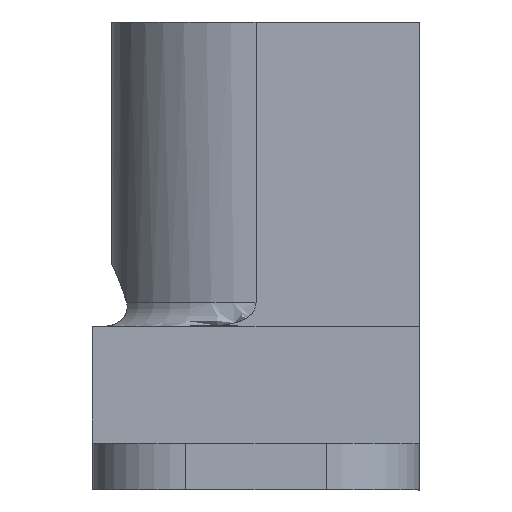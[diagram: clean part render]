
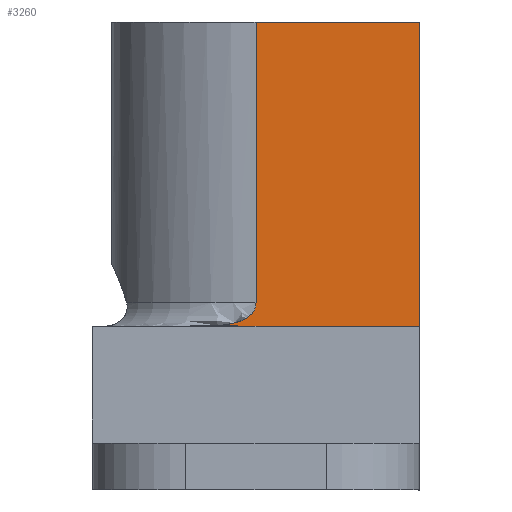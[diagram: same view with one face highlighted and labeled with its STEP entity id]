
A CAD part, front view. The second image highlights one B-rep face of the part: STEP entity #3260.
In plain terms, the highlighted planar face has unit normal (0, -1, 0).
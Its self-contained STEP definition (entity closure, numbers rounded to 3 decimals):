
#123=PLANE('',#3587);
#286=FACE_OUTER_BOUND('',#486,.T.);
#486=EDGE_LOOP('',(#2716,#2717,#2718,#2719,#2720,#2721,#2722));
#631=LINE('',#5182,#867);
#632=LINE('',#5184,#868);
#703=LINE('',#6327,#939);
#720=LINE('',#6441,#956);
#721=LINE('',#6444,#957);
#722=LINE('',#6445,#958);
#867=VECTOR('',#3954,10.);
#868=VECTOR('',#3955,10.);
#939=VECTOR('',#4338,10.);
#956=VECTOR('',#4379,10.);
#957=VECTOR('',#4382,10.);
#958=VECTOR('',#4383,10.);
#1245=B_SPLINE_CURVE_WITH_KNOTS('',3,(#5205,#5206,#5207,#5208),
 .UNSPECIFIED.,.F.,.F.,(4,4),(-0.566,-0.385),
 .UNSPECIFIED.);
#1385=VERTEX_POINT('',#5179);
#1386=VERTEX_POINT('',#5181);
#1387=VERTEX_POINT('',#5183);
#1391=VERTEX_POINT('',#5202);
#1392=VERTEX_POINT('',#5204);
#1542=VERTEX_POINT('',#6439);
#1543=VERTEX_POINT('',#6443);
#1745=EDGE_CURVE('',#1386,#1385,#631,.T.);
#1746=EDGE_CURVE('',#1387,#1386,#632,.T.);
#1751=EDGE_CURVE('',#1392,#1391,#1245,.T.);
#1954=EDGE_CURVE('',#1391,#1387,#703,.T.);
#1977=EDGE_CURVE('',#1385,#1542,#720,.T.);
#1978=EDGE_CURVE('',#1542,#1543,#721,.T.);
#1979=EDGE_CURVE('',#1543,#1392,#722,.T.);
#2716=ORIENTED_EDGE('',*,*,#1978,.T.);
#2717=ORIENTED_EDGE('',*,*,#1979,.T.);
#2718=ORIENTED_EDGE('',*,*,#1751,.T.);
#2719=ORIENTED_EDGE('',*,*,#1954,.T.);
#2720=ORIENTED_EDGE('',*,*,#1746,.T.);
#2721=ORIENTED_EDGE('',*,*,#1745,.T.);
#2722=ORIENTED_EDGE('',*,*,#1977,.T.);
#3260=ADVANCED_FACE('',(#286),#123,.T.);
#3587=AXIS2_PLACEMENT_3D('',#6442,#4380,#4381);
#3954=DIRECTION('',(1.,0.,0.));
#3955=DIRECTION('',(1.,0.,0.));
#4338=DIRECTION('',(1.,0.,0.));
#4379=DIRECTION('',(0.,0.,1.));
#4380=DIRECTION('center_axis',(0.,-1.,0.));
#4381=DIRECTION('ref_axis',(1.,0.,0.));
#4382=DIRECTION('',(-1.,0.,0.));
#4383=DIRECTION('',(0.,0.,-1.));
#5179=CARTESIAN_POINT('',(31.926,150.447,10.885));
#5181=CARTESIAN_POINT('',(28.805,150.447,10.885));
#5182=CARTESIAN_POINT('',(30.676,150.447,10.885));
#5183=CARTESIAN_POINT('',(28.426,150.447,10.885));
#5184=CARTESIAN_POINT('',(30.676,150.447,10.885));
#5202=CARTESIAN_POINT('',(26.6,150.447,10.885));
#5204=CARTESIAN_POINT('',(28.426,150.447,11.385));
#5205=CARTESIAN_POINT('Ctrl Pts',(28.426,150.447,11.385));
#5206=CARTESIAN_POINT('Ctrl Pts',(28.426,150.447,10.783));
#5207=CARTESIAN_POINT('Ctrl Pts',(27.201,150.447,10.885));
#5208=CARTESIAN_POINT('Ctrl Pts',(26.6,150.447,10.885));
#6327=CARTESIAN_POINT('',(30.676,150.447,10.885));
#6439=CARTESIAN_POINT('',(31.926,150.447,17.385));
#6441=CARTESIAN_POINT('',(31.926,150.447,8.885));
#6442=CARTESIAN_POINT('Origin',(28.426,150.447,10.885));
#6443=CARTESIAN_POINT('',(28.426,150.447,17.385));
#6444=CARTESIAN_POINT('',(28.426,150.447,17.385));
#6445=CARTESIAN_POINT('',(28.426,150.447,10.885));
